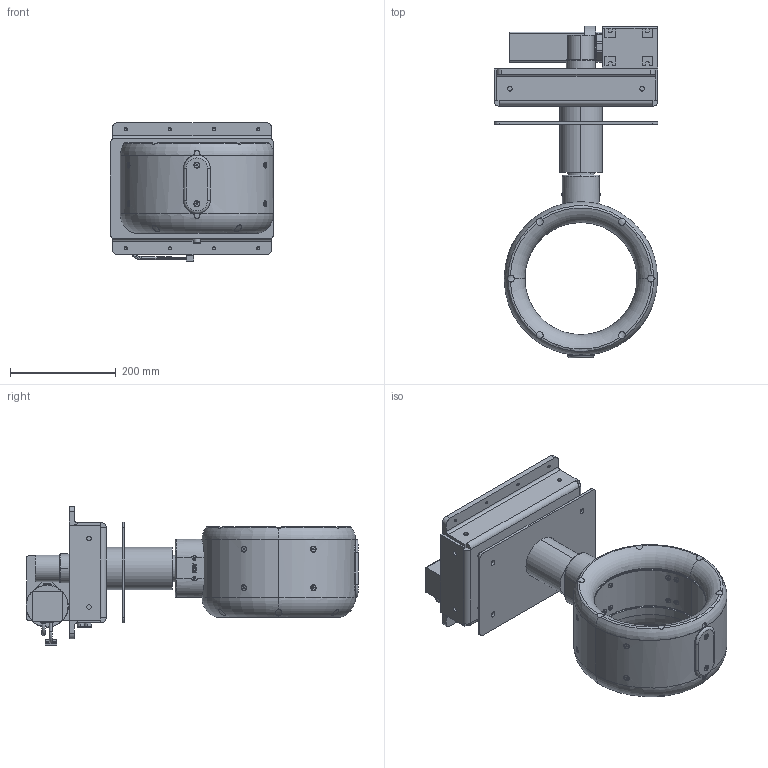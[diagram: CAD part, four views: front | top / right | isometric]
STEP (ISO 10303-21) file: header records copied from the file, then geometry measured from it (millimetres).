
FILE_DESCRIPTION (( 'STEP AP214' ), '1' );
FILE_NAME ('P-087-030-rev-E-212.STEP', '2022-06-02T06:38:33', ( '' ), ( '' ), 'SwSTEP 2.0', 'SolidWorks 2021', '' );
FILE_SCHEMA (( 'AUTOMOTIVE_DESIGN' ));
Length unit declared in the file: millimetre
Products named in the file (1): P-087-030-rev-E-212
Bounding box: 310 x 627.65 x 262.72 mm (x, y, z)
Volume: 11658860.9 mm3; surface area: 937318.6 mm2
Topology: 2 solids, 111 shells, 2464 faces, 5997 edges, 3775 vertices
Faces by surface type: plane 1118, bspline 438, cylinder 331, cone 315, torus 254, sphere 8
Entity records: 156603 total; most frequent: CARTESIAN_POINT 76910, ORIENTED_EDGE 11798, DIRECTION 9299, EDGE_CURVE 5899, VERTEX_POINT 3775, AXIS2_PLACEMENT_3D 3290, LINE 2719, VECTOR 2719
